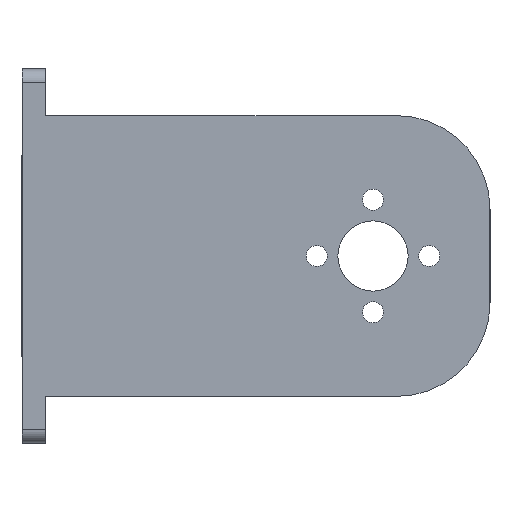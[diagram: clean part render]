
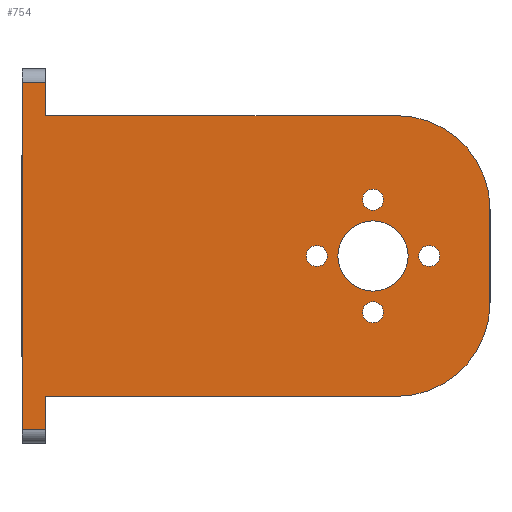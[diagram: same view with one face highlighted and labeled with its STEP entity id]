
A CAD part, left-side view. The second image highlights one B-rep face of the part: STEP entity #754.
In plain terms, the highlighted planar face has unit normal (-1, 0, 0).
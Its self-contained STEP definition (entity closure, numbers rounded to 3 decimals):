
#15=FACE_BOUND('',#95,.T.);
#16=FACE_BOUND('',#96,.T.);
#17=FACE_BOUND('',#97,.T.);
#18=FACE_BOUND('',#98,.T.);
#19=FACE_BOUND('',#99,.T.);
#43=PLANE('',#806);
#58=FACE_OUTER_BOUND('',#94,.T.);
#94=EDGE_LOOP('',(#515,#516,#517,#518,#519,#520,#521,#522,#523,#524));
#95=EDGE_LOOP('',(#525));
#96=EDGE_LOOP('',(#526));
#97=EDGE_LOOP('',(#527));
#98=EDGE_LOOP('',(#528));
#99=EDGE_LOOP('',(#529));
#157=LINE('',#1133,#215);
#159=LINE('',#1139,#217);
#160=LINE('',#1141,#218);
#161=LINE('',#1145,#219);
#162=LINE('',#1149,#220);
#163=LINE('',#1151,#221);
#164=LINE('',#1153,#222);
#165=LINE('',#1154,#223);
#215=VECTOR('',#897,10.);
#217=VECTOR('',#903,10.);
#218=VECTOR('',#904,10.);
#219=VECTOR('',#907,10.);
#220=VECTOR('',#910,10.);
#221=VECTOR('',#911,10.);
#222=VECTOR('',#912,10.);
#223=VECTOR('',#913,10.);
#275=CIRCLE('',#807,20.);
#276=CIRCLE('',#808,20.);
#277=CIRCLE('',#809,2.25);
#278=CIRCLE('',#810,2.25);
#279=CIRCLE('',#811,2.25);
#280=CIRCLE('',#812,2.25);
#281=CIRCLE('',#813,7.5);
#326=VERTEX_POINT('',#1130);
#327=VERTEX_POINT('',#1132);
#329=VERTEX_POINT('',#1138);
#330=VERTEX_POINT('',#1140);
#331=VERTEX_POINT('',#1142);
#332=VERTEX_POINT('',#1144);
#333=VERTEX_POINT('',#1146);
#334=VERTEX_POINT('',#1148);
#335=VERTEX_POINT('',#1150);
#336=VERTEX_POINT('',#1152);
#337=VERTEX_POINT('',#1155);
#338=VERTEX_POINT('',#1157);
#339=VERTEX_POINT('',#1159);
#340=VERTEX_POINT('',#1161);
#341=VERTEX_POINT('',#1163);
#402=EDGE_CURVE('',#326,#327,#157,.T.);
#405=EDGE_CURVE('',#326,#329,#159,.T.);
#406=EDGE_CURVE('',#329,#330,#160,.T.);
#407=EDGE_CURVE('',#331,#330,#275,.F.);
#408=EDGE_CURVE('',#331,#332,#161,.T.);
#409=EDGE_CURVE('',#333,#332,#276,.F.);
#410=EDGE_CURVE('',#333,#334,#162,.T.);
#411=EDGE_CURVE('',#334,#335,#163,.T.);
#412=EDGE_CURVE('',#336,#335,#164,.T.);
#413=EDGE_CURVE('',#327,#336,#165,.F.);
#414=EDGE_CURVE('',#337,#337,#277,.T.);
#415=EDGE_CURVE('',#338,#338,#278,.T.);
#416=EDGE_CURVE('',#339,#339,#279,.T.);
#417=EDGE_CURVE('',#340,#340,#280,.T.);
#418=EDGE_CURVE('',#341,#341,#281,.T.);
#515=ORIENTED_EDGE('',*,*,#402,.F.);
#516=ORIENTED_EDGE('',*,*,#405,.T.);
#517=ORIENTED_EDGE('',*,*,#406,.T.);
#518=ORIENTED_EDGE('',*,*,#407,.F.);
#519=ORIENTED_EDGE('',*,*,#408,.T.);
#520=ORIENTED_EDGE('',*,*,#409,.F.);
#521=ORIENTED_EDGE('',*,*,#410,.T.);
#522=ORIENTED_EDGE('',*,*,#411,.T.);
#523=ORIENTED_EDGE('',*,*,#412,.F.);
#524=ORIENTED_EDGE('',*,*,#413,.F.);
#525=ORIENTED_EDGE('',*,*,#414,.T.);
#526=ORIENTED_EDGE('',*,*,#415,.T.);
#527=ORIENTED_EDGE('',*,*,#416,.T.);
#528=ORIENTED_EDGE('',*,*,#417,.T.);
#529=ORIENTED_EDGE('',*,*,#418,.T.);
#754=ADVANCED_FACE('',(#58,#15,#16,#17,#18,#19),#43,.T.);
#806=AXIS2_PLACEMENT_3D('',#1137,#901,#902);
#807=AXIS2_PLACEMENT_3D('',#1143,#905,#906);
#808=AXIS2_PLACEMENT_3D('',#1147,#908,#909);
#809=AXIS2_PLACEMENT_3D('',#1156,#914,#915);
#810=AXIS2_PLACEMENT_3D('',#1158,#916,#917);
#811=AXIS2_PLACEMENT_3D('',#1160,#918,#919);
#812=AXIS2_PLACEMENT_3D('',#1162,#920,#921);
#813=AXIS2_PLACEMENT_3D('',#1164,#922,#923);
#897=DIRECTION('',(0.,1.,0.));
#901=DIRECTION('center_axis',(-1.,0.,0.));
#902=DIRECTION('ref_axis',(0.,-1.,0.));
#903=DIRECTION('',(0.,0.,1.));
#904=DIRECTION('',(0.,-1.,0.));
#905=DIRECTION('center_axis',(-1.,0.,0.));
#906=DIRECTION('ref_axis',(0.,-0.707,-0.707));
#907=DIRECTION('',(0.,0.,1.));
#908=DIRECTION('center_axis',(-1.,0.,0.));
#909=DIRECTION('ref_axis',(0.,-0.707,0.707));
#910=DIRECTION('',(0.,1.,0.));
#911=DIRECTION('',(0.,0.,1.));
#912=DIRECTION('',(0.,-1.,0.));
#913=DIRECTION('',(0.,0.,-1.));
#914=DIRECTION('center_axis',(1.,0.,0.));
#915=DIRECTION('ref_axis',(0.,-1.,0.));
#916=DIRECTION('center_axis',(1.,0.,0.));
#917=DIRECTION('ref_axis',(0.,-1.,0.));
#918=DIRECTION('center_axis',(1.,0.,0.));
#919=DIRECTION('ref_axis',(0.,-1.,0.));
#920=DIRECTION('center_axis',(1.,0.,0.));
#921=DIRECTION('ref_axis',(0.,-1.,0.));
#922=DIRECTION('center_axis',(1.,0.,0.));
#923=DIRECTION('ref_axis',(0.,-1.,0.));
#1130=CARTESIAN_POINT('',(-69.161,70.132,151.978));
#1132=CARTESIAN_POINT('',(-69.161,75.132,151.978));
#1133=CARTESIAN_POINT('',(-69.161,68.882,151.978));
#1137=CARTESIAN_POINT('Origin',(-69.161,37.632,188.978));
#1138=CARTESIAN_POINT('',(-69.161,70.132,158.978));
#1139=CARTESIAN_POINT('',(-69.161,70.132,201.478));
#1140=CARTESIAN_POINT('',(-69.161,-4.868,158.978));
#1141=CARTESIAN_POINT('',(-69.161,66.382,158.978));
#1142=CARTESIAN_POINT('',(-69.161,-24.868,178.978));
#1143=CARTESIAN_POINT('Origin',(-69.161,-4.868,178.978));
#1144=CARTESIAN_POINT('',(-69.161,-24.868,198.978));
#1145=CARTESIAN_POINT('',(-69.161,-24.868,176.478));
#1146=CARTESIAN_POINT('',(-69.161,-4.868,218.978));
#1147=CARTESIAN_POINT('Origin',(-69.161,-4.868,198.978));
#1148=CARTESIAN_POINT('',(-69.161,70.132,218.978));
#1149=CARTESIAN_POINT('',(-69.161,6.382,218.978));
#1150=CARTESIAN_POINT('',(-69.161,70.132,225.978));
#1151=CARTESIAN_POINT('',(-69.161,70.132,201.478));
#1152=CARTESIAN_POINT('',(-69.161,75.132,225.978));
#1153=CARTESIAN_POINT('',(-69.161,68.882,225.978));
#1154=CARTESIAN_POINT('',(-69.161,75.132,201.478));
#1155=CARTESIAN_POINT('',(-69.161,2.382,200.978));
#1156=CARTESIAN_POINT('Origin',(-69.161,0.132,200.978));
#1157=CARTESIAN_POINT('',(-69.161,14.382,188.978));
#1158=CARTESIAN_POINT('Origin',(-69.161,12.132,188.978));
#1159=CARTESIAN_POINT('',(-69.161,-9.618,188.978));
#1160=CARTESIAN_POINT('Origin',(-69.161,-11.868,188.978));
#1161=CARTESIAN_POINT('',(-69.161,2.382,176.978));
#1162=CARTESIAN_POINT('Origin',(-69.161,0.132,176.978));
#1163=CARTESIAN_POINT('',(-69.161,7.632,188.978));
#1164=CARTESIAN_POINT('Origin',(-69.161,0.132,188.978));
